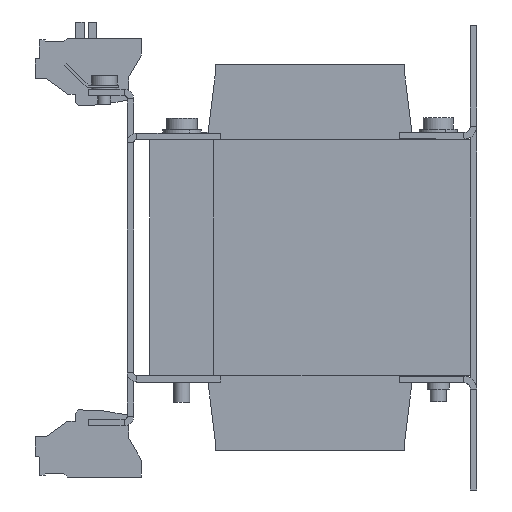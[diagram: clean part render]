
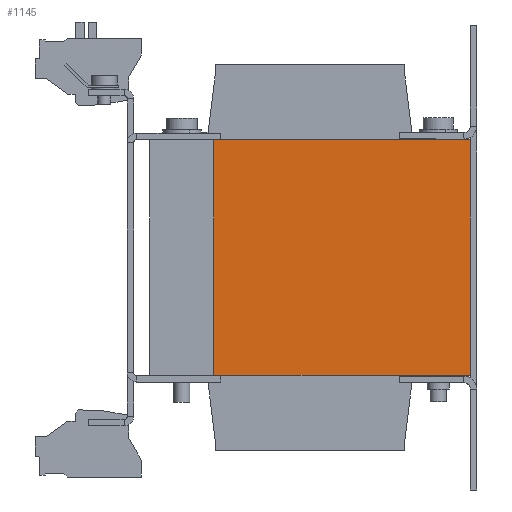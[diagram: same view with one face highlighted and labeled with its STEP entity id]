
A CAD part, left-side view. The second image highlights one B-rep face of the part: STEP entity #1145.
In plain terms, the highlighted planar face has unit normal (-1, 0, 0).
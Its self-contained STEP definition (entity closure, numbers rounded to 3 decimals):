
#891 = VECTOR ( 'NONE', #5770, 1000. ) ;
#1110 = EDGE_CURVE ( 'NONE', #2653, #2044, #1311, .T. ) ;
#1145 = ADVANCED_FACE ( 'NONE', ( #11140 ), #5694, .F. ) ;
#1311 = LINE ( 'NONE', #3098, #891 ) ;
#1459 = VERTEX_POINT ( 'NONE', #5199 ) ;
#1503 = CARTESIAN_POINT ( 'NONE',  ( -60., -50., 36.75 ) ) ;
#1509 = AXIS2_PLACEMENT_3D ( 'NONE', #7622, #9378, #8393 ) ;
#1633 = EDGE_LOOP ( 'NONE', ( #6739, #11515, #9170, #7972 ) ) ;
#1939 = DIRECTION ( 'NONE',  ( 0., -1., 0. ) ) ;
#1941 = EDGE_CURVE ( 'NONE', #1459, #2044, #2731, .T. ) ;
#2044 = VERTEX_POINT ( 'NONE', #5257 ) ;
#2224 = LINE ( 'NONE', #2841, #9124 ) ;
#2653 = VERTEX_POINT ( 'NONE', #3457 ) ;
#2731 = LINE ( 'NONE', #1503, #4552 ) ;
#2732 = VERTEX_POINT ( 'NONE', #9941 ) ;
#2841 = CARTESIAN_POINT ( 'NONE',  ( -60., 0., 36.75 ) ) ;
#3098 = CARTESIAN_POINT ( 'NONE',  ( -60., 0., -36.75 ) ) ;
#3155 = VECTOR ( 'NONE', #8668, 1000. ) ;
#3300 = CARTESIAN_POINT ( 'NONE',  ( -60., 30., 36.75 ) ) ;
#3359 = DIRECTION ( 'NONE',  ( 0., 0., -1. ) ) ;
#3457 = CARTESIAN_POINT ( 'NONE',  ( -60., 30., -36.75 ) ) ;
#4417 = LINE ( 'NONE', #3300, #3155 ) ;
#4552 = VECTOR ( 'NONE', #3359, 1000. ) ;
#5199 = CARTESIAN_POINT ( 'NONE',  ( -60., -50., 36.75 ) ) ;
#5257 = CARTESIAN_POINT ( 'NONE',  ( -60., -50., -36.75 ) ) ;
#5694 = PLANE ( 'NONE',  #1509 ) ;
#5770 = DIRECTION ( 'NONE',  ( 0., -1., 0. ) ) ;
#6739 = ORIENTED_EDGE ( 'NONE', *, *, #1110, .T. ) ;
#7622 = CARTESIAN_POINT ( 'NONE',  ( -60., 0., 36.75 ) ) ;
#7972 = ORIENTED_EDGE ( 'NONE', *, *, #10664, .T. ) ;
#8393 = DIRECTION ( 'NONE',  ( 0., 0., -1. ) ) ;
#8668 = DIRECTION ( 'NONE',  ( 0., 0., -1. ) ) ;
#8945 = EDGE_CURVE ( 'NONE', #2732, #1459, #2224, .T. ) ;
#9124 = VECTOR ( 'NONE', #1939, 1000. ) ;
#9170 = ORIENTED_EDGE ( 'NONE', *, *, #8945, .F. ) ;
#9378 = DIRECTION ( 'NONE',  ( 1., 0., 0. ) ) ;
#9941 = CARTESIAN_POINT ( 'NONE',  ( -60., 30., 36.75 ) ) ;
#10664 = EDGE_CURVE ( 'NONE', #2732, #2653, #4417, .T. ) ;
#11140 = FACE_OUTER_BOUND ( 'NONE', #1633, .T. ) ;
#11515 = ORIENTED_EDGE ( 'NONE', *, *, #1941, .F. ) ;
